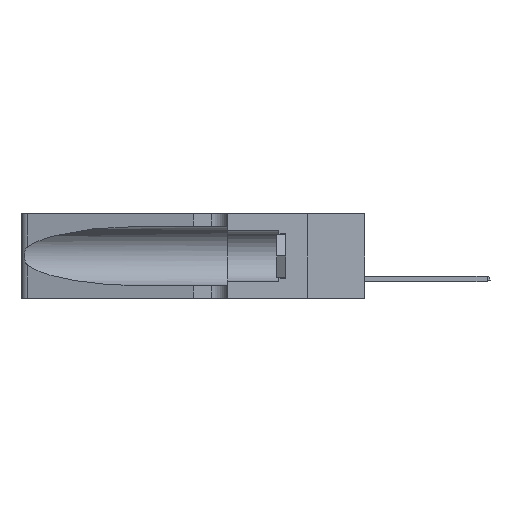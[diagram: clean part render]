
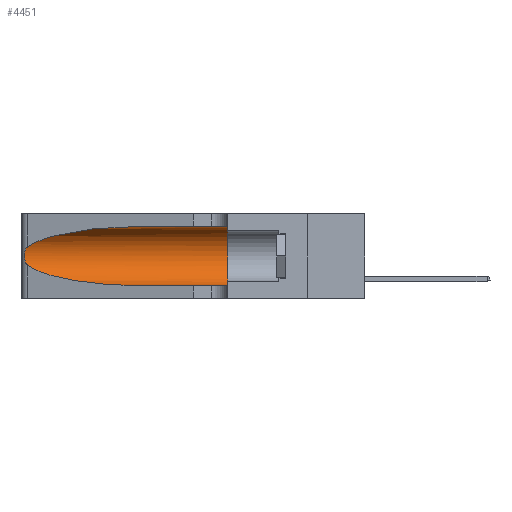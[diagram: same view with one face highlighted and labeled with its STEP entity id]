
A CAD part, left-side view. The second image highlights one B-rep face of the part: STEP entity #4451.
In plain terms, the highlighted cylindrical face has radius 3.308 mm (diameter 6.617 mm), a partial arc.
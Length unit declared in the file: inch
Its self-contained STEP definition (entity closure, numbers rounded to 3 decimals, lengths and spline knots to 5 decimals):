
#222 = CARTESIAN_POINT ( 'NONE',  ( 0.25487, 1.22718, 0.14631 ) ) ;
#431 = AXIS2_PLACEMENT_3D ( 'NONE', #39992, #12051, #19303 ) ;
#818 = ORIENTED_EDGE ( 'NONE', *, *, #43403, .T. ) ;
#2153 = VECTOR ( 'NONE', #40642, 39.37008 ) ;
#2343 = EDGE_CURVE ( 'NONE', #12558, #19069, #6699, .T. ) ;
#3042 = CARTESIAN_POINT ( 'NONE',  ( 0.26075, 1.23896, 0.19203 ) ) ;
#3317 =( BOUNDED_CURVE ( )  B_SPLINE_CURVE ( 3, ( #6467, #31059, #10310, #30758 ),
 .UNSPECIFIED., .F., .T. ) 
 B_SPLINE_CURVE_WITH_KNOTS ( ( 4, 4 ),
 ( 3.44316, 4.71239 ),
 .UNSPECIFIED. ) 
 CURVE ( )  GEOMETRIC_REPRESENTATION_ITEM ( )  RATIONAL_B_SPLINE_CURVE ( ( 1., 0.87, 0.87, 1. ) ) 
 REPRESENTATION_ITEM ( '' )  );
#3646 = CARTESIAN_POINT ( 'NONE',  ( 0.25639, 1.23186, 0.15144 ) ) ;
#3900 = ORIENTED_EDGE ( 'NONE', *, *, #21407, .F. ) ;
#4451 = ADVANCED_FACE ( 'NONE', ( #12991 ), #16857, .F. ) ;
#5025 = CARTESIAN_POINT ( 'NONE',  ( 0.25487, 1.22718, 0.14631 ) ) ;
#5881 =( BOUNDED_CURVE ( )  B_SPLINE_CURVE ( 3, ( #42777, #43406, #29434, #43085 ),
 .UNSPECIFIED., .F., .F. ) 
 B_SPLINE_CURVE_WITH_KNOTS ( ( 4, 4 ),
 ( 1.5708, 2.84003 ),
 .UNSPECIFIED. ) 
 CURVE ( )  GEOMETRIC_REPRESENTATION_ITEM ( )  RATIONAL_B_SPLINE_CURVE ( ( 1., 0.87, 0.87, 1. ) ) 
 REPRESENTATION_ITEM ( '' )  );
#6467 = CARTESIAN_POINT ( 'NONE',  ( 0.25487, 1.22718, 0.14631 ) ) ;
#6699 = B_SPLINE_CURVE_WITH_KNOTS ( 'NONE', 3,
 ( #20131, #23061, #34251, #23826, #20559, #27989, #3042, #10122, #27836, #10287, #34396, #3646, #35128, #222 ),
 .UNSPECIFIED., .F., .F.,
 ( 4, 2, 2, 2, 2, 2, 4 ),
 ( 0., 0.00027, 0.00053, 0.00107, 0.0016, 0.00187, 0.00214 ),
 .UNSPECIFIED. ) ;
#6763 = LINE ( 'NONE', #17416, #8980 ) ;
#7003 = DIRECTION ( 'NONE',  ( 0., 0., 1. ) ) ;
#8980 = VECTOR ( 'NONE', #17275, 39.37008 ) ;
#10122 = CARTESIAN_POINT ( 'NONE',  ( 0.26075, 1.23896, 0.178 ) ) ;
#10226 = CARTESIAN_POINT ( 'NONE',  ( 0.1305, 0.72297, 0.05475 ) ) ;
#10261 = CARTESIAN_POINT ( 'NONE',  ( 0.1305, 0.35, 0.185 ) ) ;
#10287 = CARTESIAN_POINT ( 'NONE',  ( 0.25856, 1.23593, 0.16098 ) ) ;
#10310 = CARTESIAN_POINT ( 'NONE',  ( 0.18966, 0.96281, 0.05475 ) ) ;
#11011 = VERTEX_POINT ( 'NONE', #10226 ) ;
#11903 = EDGE_CURVE ( 'NONE', #19069, #11011, #3317, .T. ) ;
#12051 = DIRECTION ( 'NONE',  ( 0., -1., 0. ) ) ;
#12558 = VERTEX_POINT ( 'NONE', #29116 ) ;
#12991 = FACE_OUTER_BOUND ( 'NONE', #28345, .T. ) ;
#14483 = AXIS2_PLACEMENT_3D ( 'NONE', #10261, #28106, #7003 ) ;
#15680 = CARTESIAN_POINT ( 'NONE',  ( 0.1305, 0.35, 0.31525 ) ) ;
#16114 = CARTESIAN_POINT ( 'NONE',  ( 0.1305, 1.61858, 0.31525 ) ) ;
#16857 = CYLINDRICAL_SURFACE ( 'NONE', #431, 0.13025 ) ;
#17275 = DIRECTION ( 'NONE',  ( 0., -1., 0. ) ) ;
#17416 = CARTESIAN_POINT ( 'NONE',  ( 0.1305, 1.61858, 0.05475 ) ) ;
#17935 = VERTEX_POINT ( 'NONE', #22095 ) ;
#19069 = VERTEX_POINT ( 'NONE', #5025 ) ;
#19303 = DIRECTION ( 'NONE',  ( 0., 0., -1. ) ) ;
#20131 = CARTESIAN_POINT ( 'NONE',  ( 0.25487, 1.22718, 0.22369 ) ) ;
#20559 = CARTESIAN_POINT ( 'NONE',  ( 0.25854, 1.2359, 0.20912 ) ) ;
#21407 = EDGE_CURVE ( 'NONE', #22810, #34418, #26553, .T. ) ;
#22095 = CARTESIAN_POINT ( 'NONE',  ( 0.1305, 0.72297, 0.31525 ) ) ;
#22810 = VERTEX_POINT ( 'NONE', #15680 ) ;
#22958 = EDGE_CURVE ( 'NONE', #17935, #22810, #25264, .T. ) ;
#23061 = CARTESIAN_POINT ( 'NONE',  ( 0.25555, 1.22994, 0.2215 ) ) ;
#23826 = CARTESIAN_POINT ( 'NONE',  ( 0.25787, 1.23484, 0.2124 ) ) ;
#25264 = LINE ( 'NONE', #16114, #2153 ) ;
#25665 = ORIENTED_EDGE ( 'NONE', *, *, #22958, .F. ) ;
#26553 = CIRCLE ( 'NONE', #14483, 0.13025 ) ;
#27836 = CARTESIAN_POINT ( 'NONE',  ( 0.26017, 1.23833, 0.17102 ) ) ;
#27989 = CARTESIAN_POINT ( 'NONE',  ( 0.26018, 1.23835, 0.19895 ) ) ;
#28106 = DIRECTION ( 'NONE',  ( 0., 1., 0. ) ) ;
#28345 = EDGE_LOOP ( 'NONE', ( #30543, #32526, #31962, #818, #3900, #25665 ) ) ;
#29116 = CARTESIAN_POINT ( 'NONE',  ( 0.25487, 1.22718, 0.22369 ) ) ;
#29434 = CARTESIAN_POINT ( 'NONE',  ( 0.2373, 1.15595, 0.28018 ) ) ;
#29878 = CARTESIAN_POINT ( 'NONE',  ( 0.1305, 0.35, 0.05475 ) ) ;
#30543 = ORIENTED_EDGE ( 'NONE', *, *, #42819, .T. ) ;
#30758 = CARTESIAN_POINT ( 'NONE',  ( 0.1305, 0.72297, 0.05475 ) ) ;
#31059 = CARTESIAN_POINT ( 'NONE',  ( 0.2373, 1.15595, 0.08982 ) ) ;
#31962 = ORIENTED_EDGE ( 'NONE', *, *, #11903, .T. ) ;
#32526 = ORIENTED_EDGE ( 'NONE', *, *, #2343, .T. ) ;
#34251 = CARTESIAN_POINT ( 'NONE',  ( 0.25639, 1.23184, 0.21858 ) ) ;
#34396 = CARTESIAN_POINT ( 'NONE',  ( 0.25789, 1.23486, 0.15765 ) ) ;
#34418 = VERTEX_POINT ( 'NONE', #29878 ) ;
#35128 = CARTESIAN_POINT ( 'NONE',  ( 0.25555, 1.22993, 0.14849 ) ) ;
#39992 = CARTESIAN_POINT ( 'NONE',  ( 0.1305, 1.61858, 0.185 ) ) ;
#40642 = DIRECTION ( 'NONE',  ( 0., -1., 0. ) ) ;
#42777 = CARTESIAN_POINT ( 'NONE',  ( 0.1305, 0.72297, 0.31525 ) ) ;
#42819 = EDGE_CURVE ( 'NONE', #17935, #12558, #5881, .T. ) ;
#43085 = CARTESIAN_POINT ( 'NONE',  ( 0.25487, 1.22718, 0.22369 ) ) ;
#43403 = EDGE_CURVE ( 'NONE', #11011, #34418, #6763, .T. ) ;
#43406 = CARTESIAN_POINT ( 'NONE',  ( 0.18966, 0.96281, 0.31525 ) ) ;
